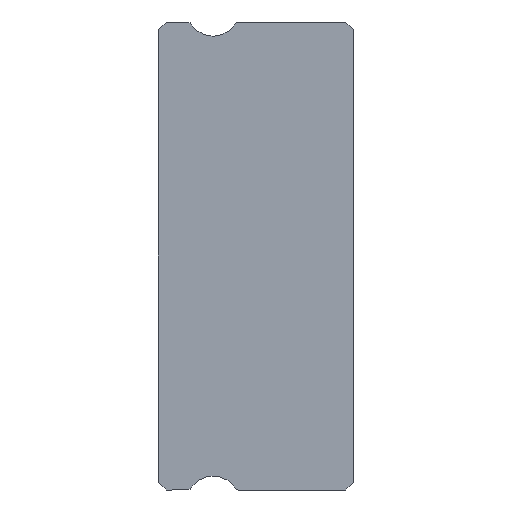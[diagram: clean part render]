
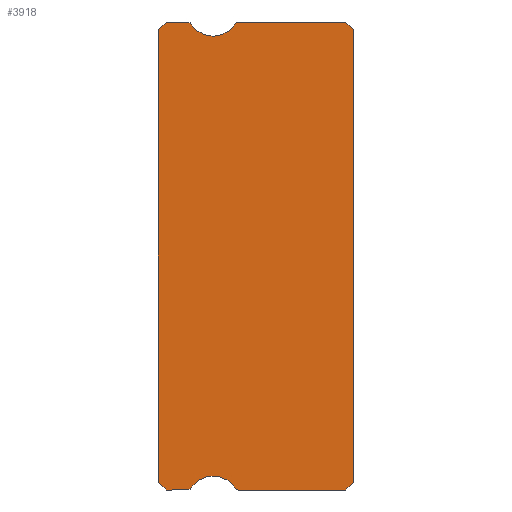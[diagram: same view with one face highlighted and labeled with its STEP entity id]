
A CAD part, left-side view. The second image highlights one B-rep face of the part: STEP entity #3918.
In plain terms, the highlighted planar face has unit normal (-1, 0, 0).
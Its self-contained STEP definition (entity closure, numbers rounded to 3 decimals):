
#20 = DIRECTION ( 'NONE',  ( 0., 0., 1. ) ) ;
#26 = DIRECTION ( 'NONE',  ( 0., -0.707, -0.707 ) ) ;
#107 = CARTESIAN_POINT ( 'NONE',  ( -10., 7.5, 8.7 ) ) ;
#225 = AXIS2_PLACEMENT_3D ( 'NONE', #5048, #857, #2279 ) ;
#331 = CARTESIAN_POINT ( 'NONE',  ( -10., 7.2, -9. ) ) ;
#358 = DIRECTION ( 'NONE',  ( -1., 0., 0. ) ) ;
#391 = CIRCLE ( 'NONE', #5784, 1. ) ;
#433 = VECTOR ( 'NONE', #1895, 1000. ) ;
#461 = EDGE_CURVE ( 'NONE', #2257, #4758, #5057, .T. ) ;
#501 = DIRECTION ( 'NONE',  ( 0., -1., 0. ) ) ;
#508 = EDGE_CURVE ( 'NONE', #3959, #4422, #5049, .T. ) ;
#550 = VERTEX_POINT ( 'NONE', #2677 ) ;
#599 = CARTESIAN_POINT ( 'NONE',  ( -10., 7.2, 9. ) ) ;
#614 = VERTEX_POINT ( 'NONE', #3489 ) ;
#617 = CARTESIAN_POINT ( 'NONE',  ( -10., 6.381, 9. ) ) ;
#642 = CARTESIAN_POINT ( 'NONE',  ( -10., 5.4, 8.45 ) ) ;
#647 = VERTEX_POINT ( 'NONE', #4812 ) ;
#649 = CARTESIAN_POINT ( 'NONE',  ( -10., 0.3, -9. ) ) ;
#670 = AXIS2_PLACEMENT_3D ( 'NONE', #2962, #4444, #3515 ) ;
#733 = CARTESIAN_POINT ( 'NONE',  ( -10., 0., -8.7 ) ) ;
#736 = CARTESIAN_POINT ( 'NONE',  ( -10., 7.5, 8.7 ) ) ;
#743 = VERTEX_POINT ( 'NONE', #736 ) ;
#857 = DIRECTION ( 'NONE',  ( 1., 0., 0. ) ) ;
#858 = DIRECTION ( 'NONE',  ( 0., 1., 0. ) ) ;
#902 = VERTEX_POINT ( 'NONE', #1714 ) ;
#964 = DIRECTION ( 'NONE',  ( 0., 1., 0. ) ) ;
#988 = ORIENTED_EDGE ( 'NONE', *, *, #508, .T. ) ;
#997 = LINE ( 'NONE', #3342, #4392 ) ;
#1054 = VECTOR ( 'NONE', #858, 1000. ) ;
#1064 = ORIENTED_EDGE ( 'NONE', *, *, #1329, .F. ) ;
#1084 = LINE ( 'NONE', #1671, #4477 ) ;
#1138 = EDGE_CURVE ( 'NONE', #4877, #1836, #997, .T. ) ;
#1250 = DIRECTION ( 'NONE',  ( 0., 0., -1. ) ) ;
#1329 = EDGE_CURVE ( 'NONE', #550, #4326, #391, .T. ) ;
#1333 = ORIENTED_EDGE ( 'NONE', *, *, #5819, .F. ) ;
#1437 = CARTESIAN_POINT ( 'NONE',  ( -10., 6.381, 8.85 ) ) ;
#1493 = ORIENTED_EDGE ( 'NONE', *, *, #5035, .F. ) ;
#1540 = ORIENTED_EDGE ( 'NONE', *, *, #3656, .F. ) ;
#1615 = VERTEX_POINT ( 'NONE', #649 ) ;
#1646 = ORIENTED_EDGE ( 'NONE', *, *, #3065, .F. ) ;
#1671 = CARTESIAN_POINT ( 'NONE',  ( -10., 7.5, 8.85 ) ) ;
#1714 = CARTESIAN_POINT ( 'NONE',  ( -10., 4.547, 8.928 ) ) ;
#1836 = VERTEX_POINT ( 'NONE', #3532 ) ;
#1895 = DIRECTION ( 'NONE',  ( 0., 0.707, -0.707 ) ) ;
#1937 = LINE ( 'NONE', #2396, #3896 ) ;
#1951 = CIRCLE ( 'NONE', #3996, 1. ) ;
#1961 = CARTESIAN_POINT ( 'NONE',  ( -10., 0., -8.7 ) ) ;
#1984 = ORIENTED_EDGE ( 'NONE', *, *, #4391, .F. ) ;
#2002 = DIRECTION ( 'NONE',  ( 1., 0., 0. ) ) ;
#2098 = LINE ( 'NONE', #3286, #2910 ) ;
#2216 = ORIENTED_EDGE ( 'NONE', *, *, #2965, .F. ) ;
#2217 = ORIENTED_EDGE ( 'NONE', *, *, #4840, .T. ) ;
#2229 = ORIENTED_EDGE ( 'NONE', *, *, #5597, .F. ) ;
#2232 = VERTEX_POINT ( 'NONE', #2662 ) ;
#2257 = VERTEX_POINT ( 'NONE', #5435 ) ;
#2279 = DIRECTION ( 'NONE',  ( 0., 0., -1. ) ) ;
#2280 = DIRECTION ( 'NONE',  ( 0., 0., -1. ) ) ;
#2384 = EDGE_LOOP ( 'NONE', ( #4866, #4528, #2931, #1984, #4828, #2229, #1333, #5063, #3284, #4354, #1493, #1646, #1540, #1064, #2216, #988, #2217 ) ) ;
#2396 = CARTESIAN_POINT ( 'NONE',  ( -10., 7.2, -9. ) ) ;
#2595 = VECTOR ( 'NONE', #501, 1000. ) ;
#2636 = DIRECTION ( 'NONE',  ( -1., 0., 0. ) ) ;
#2662 = CARTESIAN_POINT ( 'NONE',  ( -10., 6.381, -9. ) ) ;
#2677 = CARTESIAN_POINT ( 'NONE',  ( -10., 6.253, 8.928 ) ) ;
#2817 = CIRCLE ( 'NONE', #3608, 0.15 ) ;
#2910 = VECTOR ( 'NONE', #3687, 1000. ) ;
#2912 = CARTESIAN_POINT ( 'NONE',  ( -10., 6.381, -8.85 ) ) ;
#2931 = ORIENTED_EDGE ( 'NONE', *, *, #5871, .T. ) ;
#2933 = CARTESIAN_POINT ( 'NONE',  ( -10., 6.381, -9. ) ) ;
#2962 = CARTESIAN_POINT ( 'NONE',  ( -10., 6.381, 8.85 ) ) ;
#2965 = EDGE_CURVE ( 'NONE', #3959, #550, #4446, .T. ) ;
#2988 = EDGE_CURVE ( 'NONE', #4877, #1615, #3955, .T. ) ;
#3065 = EDGE_CURVE ( 'NONE', #902, #5418, #2817, .T. ) ;
#3100 = AXIS2_PLACEMENT_3D ( 'NONE', #1437, #2002, #3323 ) ;
#3181 = LINE ( 'NONE', #3214, #3266 ) ;
#3187 = DIRECTION ( 'NONE',  ( 0., 0., -1. ) ) ;
#3214 = CARTESIAN_POINT ( 'NONE',  ( -10., 6.381, -9. ) ) ;
#3266 = VECTOR ( 'NONE', #964, 1000. ) ;
#3268 = VERTEX_POINT ( 'NONE', #331 ) ;
#3284 = ORIENTED_EDGE ( 'NONE', *, *, #1138, .T. ) ;
#3286 = CARTESIAN_POINT ( 'NONE',  ( -10., 0.3, 9. ) ) ;
#3312 = DIRECTION ( 'NONE',  ( 1., 0., 0. ) ) ;
#3323 = DIRECTION ( 'NONE',  ( 0., 0., -1. ) ) ;
#3342 = CARTESIAN_POINT ( 'NONE',  ( -10., 0., 8.7 ) ) ;
#3364 = LINE ( 'NONE', #2933, #2595 ) ;
#3372 = EDGE_CURVE ( 'NONE', #647, #3268, #1937, .T. ) ;
#3487 = LINE ( 'NONE', #3882, #4946 ) ;
#3489 = CARTESIAN_POINT ( 'NONE',  ( -10., 0.3, 9. ) ) ;
#3511 = AXIS2_PLACEMENT_3D ( 'NONE', #5980, #4989, #2280 ) ;
#3515 = DIRECTION ( 'NONE',  ( 0., 0., -1. ) ) ;
#3525 = CARTESIAN_POINT ( 'NONE',  ( -10., 5.4, 9.45 ) ) ;
#3532 = CARTESIAN_POINT ( 'NONE',  ( -10., 0., 8.7 ) ) ;
#3535 = CARTESIAN_POINT ( 'NONE',  ( -10., 4.419, 9. ) ) ;
#3608 = AXIS2_PLACEMENT_3D ( 'NONE', #5451, #4404, #1250 ) ;
#3656 = EDGE_CURVE ( 'NONE', #4326, #902, #1951, .T. ) ;
#3687 = DIRECTION ( 'NONE',  ( 0., -0.707, -0.707 ) ) ;
#3688 = CARTESIAN_POINT ( 'NONE',  ( -10., 7.2, 9. ) ) ;
#3876 = DIRECTION ( 'NONE',  ( 0., 0., 1. ) ) ;
#3882 = CARTESIAN_POINT ( 'NONE',  ( -10., 6.381, 9. ) ) ;
#3896 = VECTOR ( 'NONE', #26, 1000. ) ;
#3918 = ADVANCED_FACE ( 'NONE', ( #5842 ), #5872, .F. ) ;
#3925 = EDGE_CURVE ( 'NONE', #647, #743, #1084, .T. ) ;
#3955 = LINE ( 'NONE', #733, #5652 ) ;
#3959 = VERTEX_POINT ( 'NONE', #617 ) ;
#3996 = AXIS2_PLACEMENT_3D ( 'NONE', #4100, #358, #3187 ) ;
#4042 = CIRCLE ( 'NONE', #225, 0.15 ) ;
#4100 = CARTESIAN_POINT ( 'NONE',  ( -10., 5.4, 9.45 ) ) ;
#4152 = AXIS2_PLACEMENT_3D ( 'NONE', #2912, #3312, #5693 ) ;
#4326 = VERTEX_POINT ( 'NONE', #642 ) ;
#4354 = ORIENTED_EDGE ( 'NONE', *, *, #5496, .F. ) ;
#4391 = EDGE_CURVE ( 'NONE', #4758, #2232, #5322, .T. ) ;
#4392 = VECTOR ( 'NONE', #20, 1000. ) ;
#4404 = DIRECTION ( 'NONE',  ( 1., 0., 0. ) ) ;
#4422 = VERTEX_POINT ( 'NONE', #599 ) ;
#4444 = DIRECTION ( 'NONE',  ( 1., 0., 0. ) ) ;
#4446 = CIRCLE ( 'NONE', #3100, 0.15 ) ;
#4477 = VECTOR ( 'NONE', #3876, 1000. ) ;
#4485 = CARTESIAN_POINT ( 'NONE',  ( -10., 6.253, -8.928 ) ) ;
#4528 = ORIENTED_EDGE ( 'NONE', *, *, #3372, .T. ) ;
#4758 = VERTEX_POINT ( 'NONE', #4485 ) ;
#4812 = CARTESIAN_POINT ( 'NONE',  ( -10., 7.5, -8.7 ) ) ;
#4828 = ORIENTED_EDGE ( 'NONE', *, *, #461, .F. ) ;
#4840 = EDGE_CURVE ( 'NONE', #4422, #743, #5098, .T. ) ;
#4866 = ORIENTED_EDGE ( 'NONE', *, *, #3925, .F. ) ;
#4877 = VERTEX_POINT ( 'NONE', #1961 ) ;
#4946 = VECTOR ( 'NONE', #5378, 1000. ) ;
#4989 = DIRECTION ( 'NONE',  ( -1., 0., 0. ) ) ;
#5035 = EDGE_CURVE ( 'NONE', #5418, #614, #3487, .T. ) ;
#5048 = CARTESIAN_POINT ( 'NONE',  ( -10., 4.419, -8.85 ) ) ;
#5049 = LINE ( 'NONE', #3688, #1054 ) ;
#5057 = CIRCLE ( 'NONE', #3511, 1. ) ;
#5063 = ORIENTED_EDGE ( 'NONE', *, *, #2988, .F. ) ;
#5098 = LINE ( 'NONE', #107, #433 ) ;
#5322 = CIRCLE ( 'NONE', #4152, 0.15 ) ;
#5325 = DIRECTION ( 'NONE',  ( 0., 0.707, -0.707 ) ) ;
#5378 = DIRECTION ( 'NONE',  ( 0., -1., 0. ) ) ;
#5418 = VERTEX_POINT ( 'NONE', #3535 ) ;
#5435 = CARTESIAN_POINT ( 'NONE',  ( -10., 4.547, -8.928 ) ) ;
#5451 = CARTESIAN_POINT ( 'NONE',  ( -10., 4.419, 8.85 ) ) ;
#5496 = EDGE_CURVE ( 'NONE', #614, #1836, #2098, .T. ) ;
#5597 = EDGE_CURVE ( 'NONE', #5787, #2257, #4042, .T. ) ;
#5652 = VECTOR ( 'NONE', #5325, 1000. ) ;
#5693 = DIRECTION ( 'NONE',  ( 0., 0., -1. ) ) ;
#5760 = CARTESIAN_POINT ( 'NONE',  ( -10., 4.419, -9. ) ) ;
#5784 = AXIS2_PLACEMENT_3D ( 'NONE', #3525, #2636, #5880 ) ;
#5787 = VERTEX_POINT ( 'NONE', #5760 ) ;
#5819 = EDGE_CURVE ( 'NONE', #1615, #5787, #3181, .T. ) ;
#5842 = FACE_OUTER_BOUND ( 'NONE', #2384, .T. ) ;
#5871 = EDGE_CURVE ( 'NONE', #3268, #2232, #3364, .T. ) ;
#5872 = PLANE ( 'NONE',  #670 ) ;
#5880 = DIRECTION ( 'NONE',  ( 0., 0., -1. ) ) ;
#5980 = CARTESIAN_POINT ( 'NONE',  ( -10., 5.4, -9.45 ) ) ;
